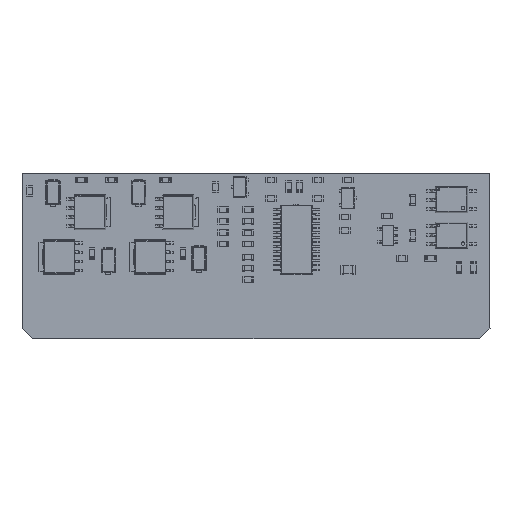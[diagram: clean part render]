
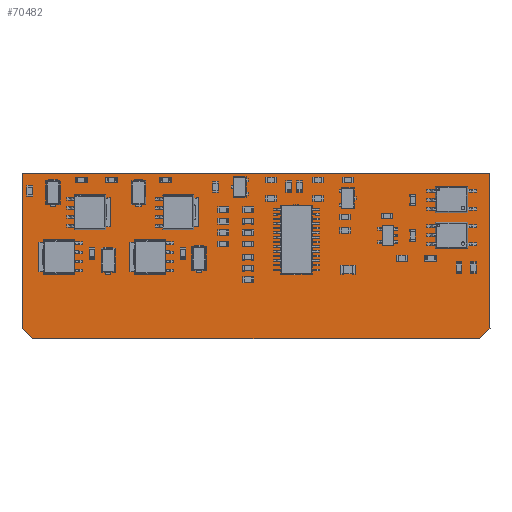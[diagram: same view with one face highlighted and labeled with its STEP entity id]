
A CAD part, top view. The second image highlights one B-rep face of the part: STEP entity #70482.
In plain terms, the highlighted planar face has unit normal (0, 0, 1).
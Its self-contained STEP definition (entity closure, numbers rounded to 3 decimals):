
#70014 = VERTEX_POINT('',#70015);
#70015 = CARTESIAN_POINT('',(181.341,-129.004,1.6));
#70022 = PLANE('',#70023);
#70023 = AXIS2_PLACEMENT_3D('',#70024,#70025,#70026);
#70024 = CARTESIAN_POINT('',(181.341,-129.004,0.));
#70025 = DIRECTION('',(0.707,-0.707,0.));
#70026 = DIRECTION('',(-0.707,-0.707,0.));
#70034 = PLANE('',#70035);
#70035 = AXIS2_PLACEMENT_3D('',#70036,#70037,#70038);
#70036 = CARTESIAN_POINT('',(181.34,-107.25,0.));
#70037 = DIRECTION('',(1.,0.,-0.));
#70038 = DIRECTION('',(0.,-1.,0.));
#70046 = EDGE_CURVE('',#70014,#70047,#70049,.T.);
#70047 = VERTEX_POINT('',#70048);
#70048 = CARTESIAN_POINT('',(179.841,-130.504,1.6));
#70049 = SURFACE_CURVE('',#70050,(#70054,#70061),.PCURVE_S1.);
#70050 = LINE('',#70051,#70052);
#70051 = CARTESIAN_POINT('',(181.341,-129.004,1.6));
#70052 = VECTOR('',#70053,1.);
#70053 = DIRECTION('',(-0.707,-0.707,0.));
#70054 = PCURVE('',#70022,#70055);
#70055 = DEFINITIONAL_REPRESENTATION('',(#70056),#70060);
#70056 = LINE('',#70057,#70058);
#70057 = CARTESIAN_POINT('',(0.,-1.6));
#70058 = VECTOR('',#70059,1.);
#70059 = DIRECTION('',(1.,0.));
#70060 = ( GEOMETRIC_REPRESENTATION_CONTEXT(2) 
PARAMETRIC_REPRESENTATION_CONTEXT() REPRESENTATION_CONTEXT('2D SPACE',''
  ) );
#70061 = PCURVE('',#70062,#70067);
#70062 = PLANE('',#70063);
#70063 = AXIS2_PLACEMENT_3D('',#70064,#70065,#70066);
#70064 = CARTESIAN_POINT('',(148.501,-118.755,1.6));
#70065 = DIRECTION('',(-0.,-0.,-1.));
#70066 = DIRECTION('',(-1.,0.,0.));
#70067 = DEFINITIONAL_REPRESENTATION('',(#70068),#70072);
#70068 = LINE('',#70069,#70070);
#70069 = CARTESIAN_POINT('',(-32.841,-10.248));
#70070 = VECTOR('',#70071,1.);
#70071 = DIRECTION('',(0.707,-0.707));
#70072 = ( GEOMETRIC_REPRESENTATION_CONTEXT(2) 
PARAMETRIC_REPRESENTATION_CONTEXT() REPRESENTATION_CONTEXT('2D SPACE',''
  ) );
#70090 = PLANE('',#70091);
#70091 = AXIS2_PLACEMENT_3D('',#70092,#70093,#70094);
#70092 = CARTESIAN_POINT('',(179.841,-130.504,0.));
#70093 = DIRECTION('',(0.,-1.,0.));
#70094 = DIRECTION('',(-1.,0.,0.));
#70132 = EDGE_CURVE('',#70047,#70133,#70135,.T.);
#70133 = VERTEX_POINT('',#70134);
#70134 = CARTESIAN_POINT('',(117.161,-130.504,1.6));
#70135 = SURFACE_CURVE('',#70136,(#70140,#70147),.PCURVE_S1.);
#70136 = LINE('',#70137,#70138);
#70137 = CARTESIAN_POINT('',(179.841,-130.504,1.6));
#70138 = VECTOR('',#70139,1.);
#70139 = DIRECTION('',(-1.,0.,0.));
#70140 = PCURVE('',#70090,#70141);
#70141 = DEFINITIONAL_REPRESENTATION('',(#70142),#70146);
#70142 = LINE('',#70143,#70144);
#70143 = CARTESIAN_POINT('',(0.,-1.6));
#70144 = VECTOR('',#70145,1.);
#70145 = DIRECTION('',(1.,0.));
#70146 = ( GEOMETRIC_REPRESENTATION_CONTEXT(2) 
PARAMETRIC_REPRESENTATION_CONTEXT() REPRESENTATION_CONTEXT('2D SPACE',''
  ) );
#70147 = PCURVE('',#70062,#70148);
#70148 = DEFINITIONAL_REPRESENTATION('',(#70149),#70153);
#70149 = LINE('',#70150,#70151);
#70150 = CARTESIAN_POINT('',(-31.341,-11.748));
#70151 = VECTOR('',#70152,1.);
#70152 = DIRECTION('',(1.,0.));
#70153 = ( GEOMETRIC_REPRESENTATION_CONTEXT(2) 
PARAMETRIC_REPRESENTATION_CONTEXT() REPRESENTATION_CONTEXT('2D SPACE',''
  ) );
#70171 = PLANE('',#70172);
#70172 = AXIS2_PLACEMENT_3D('',#70173,#70174,#70175);
#70173 = CARTESIAN_POINT('',(117.161,-130.504,0.));
#70174 = DIRECTION('',(-0.707,-0.707,0.));
#70175 = DIRECTION('',(-0.707,0.707,0.));
#70208 = EDGE_CURVE('',#70133,#70209,#70211,.T.);
#70209 = VERTEX_POINT('',#70210);
#70210 = CARTESIAN_POINT('',(115.661,-129.004,1.6));
#70211 = SURFACE_CURVE('',#70212,(#70216,#70223),.PCURVE_S1.);
#70212 = LINE('',#70213,#70214);
#70213 = CARTESIAN_POINT('',(117.161,-130.504,1.6));
#70214 = VECTOR('',#70215,1.);
#70215 = DIRECTION('',(-0.707,0.707,0.));
#70216 = PCURVE('',#70171,#70217);
#70217 = DEFINITIONAL_REPRESENTATION('',(#70218),#70222);
#70218 = LINE('',#70219,#70220);
#70219 = CARTESIAN_POINT('',(0.,-1.6));
#70220 = VECTOR('',#70221,1.);
#70221 = DIRECTION('',(1.,0.));
#70222 = ( GEOMETRIC_REPRESENTATION_CONTEXT(2) 
PARAMETRIC_REPRESENTATION_CONTEXT() REPRESENTATION_CONTEXT('2D SPACE',''
  ) );
#70223 = PCURVE('',#70062,#70224);
#70224 = DEFINITIONAL_REPRESENTATION('',(#70225),#70229);
#70225 = LINE('',#70226,#70227);
#70226 = CARTESIAN_POINT('',(31.339,-11.748));
#70227 = VECTOR('',#70228,1.);
#70228 = DIRECTION('',(0.707,0.707));
#70229 = ( GEOMETRIC_REPRESENTATION_CONTEXT(2) 
PARAMETRIC_REPRESENTATION_CONTEXT() REPRESENTATION_CONTEXT('2D SPACE',''
  ) );
#70247 = PLANE('',#70248);
#70248 = AXIS2_PLACEMENT_3D('',#70249,#70250,#70251);
#70249 = CARTESIAN_POINT('',(115.661,-129.004,0.));
#70250 = DIRECTION('',(-1.,0.,0.));
#70251 = DIRECTION('',(0.,1.,0.));
#70284 = EDGE_CURVE('',#70209,#70285,#70287,.T.);
#70285 = VERTEX_POINT('',#70286);
#70286 = CARTESIAN_POINT('',(115.66,-107.25,1.6));
#70287 = SURFACE_CURVE('',#70288,(#70292,#70299),.PCURVE_S1.);
#70288 = LINE('',#70289,#70290);
#70289 = CARTESIAN_POINT('',(115.661,-129.004,1.6));
#70290 = VECTOR('',#70291,1.);
#70291 = DIRECTION('',(0.,1.,0.));
#70292 = PCURVE('',#70247,#70293);
#70293 = DEFINITIONAL_REPRESENTATION('',(#70294),#70298);
#70294 = LINE('',#70295,#70296);
#70295 = CARTESIAN_POINT('',(0.,-1.6));
#70296 = VECTOR('',#70297,1.);
#70297 = DIRECTION('',(1.,0.));
#70298 = ( GEOMETRIC_REPRESENTATION_CONTEXT(2) 
PARAMETRIC_REPRESENTATION_CONTEXT() REPRESENTATION_CONTEXT('2D SPACE',''
  ) );
#70299 = PCURVE('',#70062,#70300);
#70300 = DEFINITIONAL_REPRESENTATION('',(#70301),#70305);
#70301 = LINE('',#70302,#70303);
#70302 = CARTESIAN_POINT('',(32.839,-10.248));
#70303 = VECTOR('',#70304,1.);
#70304 = DIRECTION('',(0.,1.));
#70305 = ( GEOMETRIC_REPRESENTATION_CONTEXT(2) 
PARAMETRIC_REPRESENTATION_CONTEXT() REPRESENTATION_CONTEXT('2D SPACE',''
  ) );
#70323 = PLANE('',#70324);
#70324 = AXIS2_PLACEMENT_3D('',#70325,#70326,#70327);
#70325 = CARTESIAN_POINT('',(115.66,-107.25,0.));
#70326 = DIRECTION('',(0.,1.,0.));
#70327 = DIRECTION('',(1.,0.,0.));
#70360 = EDGE_CURVE('',#70285,#70361,#70363,.T.);
#70361 = VERTEX_POINT('',#70362);
#70362 = CARTESIAN_POINT('',(181.34,-107.25,1.6));
#70363 = SURFACE_CURVE('',#70364,(#70368,#70375),.PCURVE_S1.);
#70364 = LINE('',#70365,#70366);
#70365 = CARTESIAN_POINT('',(115.66,-107.25,1.6));
#70366 = VECTOR('',#70367,1.);
#70367 = DIRECTION('',(1.,0.,0.));
#70368 = PCURVE('',#70323,#70369);
#70369 = DEFINITIONAL_REPRESENTATION('',(#70370),#70374);
#70370 = LINE('',#70371,#70372);
#70371 = CARTESIAN_POINT('',(0.,-1.6));
#70372 = VECTOR('',#70373,1.);
#70373 = DIRECTION('',(1.,0.));
#70374 = ( GEOMETRIC_REPRESENTATION_CONTEXT(2) 
PARAMETRIC_REPRESENTATION_CONTEXT() REPRESENTATION_CONTEXT('2D SPACE',''
  ) );
#70375 = PCURVE('',#70062,#70376);
#70376 = DEFINITIONAL_REPRESENTATION('',(#70377),#70381);
#70377 = LINE('',#70378,#70379);
#70378 = CARTESIAN_POINT('',(32.841,11.505));
#70379 = VECTOR('',#70380,1.);
#70380 = DIRECTION('',(-1.,0.));
#70381 = ( GEOMETRIC_REPRESENTATION_CONTEXT(2) 
PARAMETRIC_REPRESENTATION_CONTEXT() REPRESENTATION_CONTEXT('2D SPACE',''
  ) );
#70431 = EDGE_CURVE('',#70361,#70014,#70432,.T.);
#70432 = SURFACE_CURVE('',#70433,(#70437,#70444),.PCURVE_S1.);
#70433 = LINE('',#70434,#70435);
#70434 = CARTESIAN_POINT('',(181.34,-107.25,1.6));
#70435 = VECTOR('',#70436,1.);
#70436 = DIRECTION('',(0.,-1.,0.));
#70437 = PCURVE('',#70034,#70438);
#70438 = DEFINITIONAL_REPRESENTATION('',(#70439),#70443);
#70439 = LINE('',#70440,#70441);
#70440 = CARTESIAN_POINT('',(0.,-1.6));
#70441 = VECTOR('',#70442,1.);
#70442 = DIRECTION('',(1.,0.));
#70443 = ( GEOMETRIC_REPRESENTATION_CONTEXT(2) 
PARAMETRIC_REPRESENTATION_CONTEXT() REPRESENTATION_CONTEXT('2D SPACE',''
  ) );
#70444 = PCURVE('',#70062,#70445);
#70445 = DEFINITIONAL_REPRESENTATION('',(#70446),#70450);
#70446 = LINE('',#70447,#70448);
#70447 = CARTESIAN_POINT('',(-32.839,11.505));
#70448 = VECTOR('',#70449,1.);
#70449 = DIRECTION('',(0.,-1.));
#70450 = ( GEOMETRIC_REPRESENTATION_CONTEXT(2) 
PARAMETRIC_REPRESENTATION_CONTEXT() REPRESENTATION_CONTEXT('2D SPACE',''
  ) );
#70482 = ADVANCED_FACE('',(#70483),#70062,.F.);
#70483 = FACE_BOUND('',#70484,.F.);
#70484 = EDGE_LOOP('',(#70485,#70486,#70487,#70488,#70489,#70490));
#70485 = ORIENTED_EDGE('',*,*,#70046,.T.);
#70486 = ORIENTED_EDGE('',*,*,#70132,.T.);
#70487 = ORIENTED_EDGE('',*,*,#70208,.T.);
#70488 = ORIENTED_EDGE('',*,*,#70284,.T.);
#70489 = ORIENTED_EDGE('',*,*,#70360,.T.);
#70490 = ORIENTED_EDGE('',*,*,#70431,.T.);
